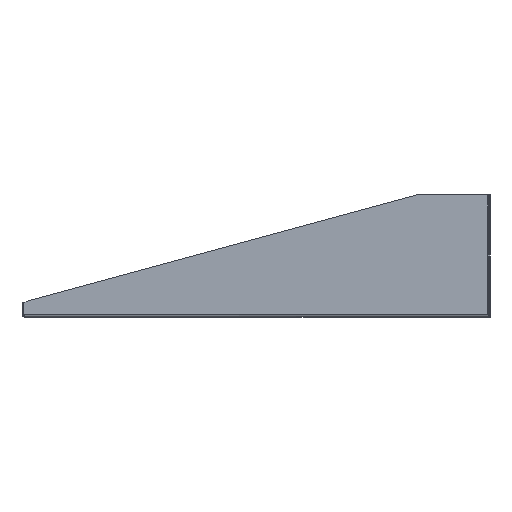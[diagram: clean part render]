
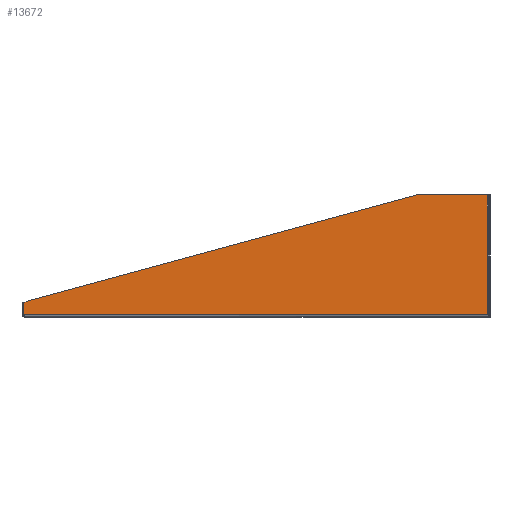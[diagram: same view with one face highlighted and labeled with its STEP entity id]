
A CAD part, left-side view. The second image highlights one B-rep face of the part: STEP entity #13672.
In plain terms, the highlighted planar face has unit normal (-1, 0, 0).
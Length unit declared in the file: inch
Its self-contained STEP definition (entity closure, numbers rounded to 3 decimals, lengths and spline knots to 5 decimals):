
#54 = VERTEX_POINT ( 'NONE', #1865 ) ;
#848 = DIRECTION ( 'NONE',  ( 0., -0.965, 0.263 ) ) ;
#1089 = VECTOR ( 'NONE', #19940, 39.37008 ) ;
#1701 = VERTEX_POINT ( 'NONE', #12537 ) ;
#1828 = EDGE_CURVE ( 'NONE', #20096, #54, #18636, .T. ) ;
#1837 = DIRECTION ( 'NONE',  ( 0., 0., -1. ) ) ;
#1865 = CARTESIAN_POINT ( 'NONE',  ( -8.75, -9.928, 0.10808 ) ) ;
#2172 = LINE ( 'NONE', #9735, #18088 ) ;
#2312 = VECTOR ( 'NONE', #8388, 39.37008 ) ;
#3133 = EDGE_LOOP ( 'NONE', ( #7701, #13241, #5682, #4888, #22646, #23120, #18578, #5164 ) ) ;
#3870 = VECTOR ( 'NONE', #1837, 39.37008 ) ;
#4785 = CARTESIAN_POINT ( 'NONE',  ( -8.75, -9.964, 5.218 ) ) ;
#4888 = ORIENTED_EDGE ( 'NONE', *, *, #1828, .F. ) ;
#5164 = ORIENTED_EDGE ( 'NONE', *, *, #15103, .F. ) ;
#5682 = ORIENTED_EDGE ( 'NONE', *, *, #17562, .T. ) ;
#6501 = CARTESIAN_POINT ( 'NONE',  ( -8.75, -9.928, 0.06249 ) ) ;
#6503 = DIRECTION ( 'NONE',  ( 1., 0., 0. ) ) ;
#7252 = VERTEX_POINT ( 'NONE', #7942 ) ;
#7305 = LINE ( 'NONE', #7436, #17303 ) ;
#7436 = CARTESIAN_POINT ( 'NONE',  ( -8.75, 9.89192, 0.06249 ) ) ;
#7701 = ORIENTED_EDGE ( 'NONE', *, *, #12486, .T. ) ;
#7942 = CARTESIAN_POINT ( 'NONE',  ( -8.75, 9.89192, 0.11665 ) ) ;
#8378 = CARTESIAN_POINT ( 'NONE',  ( -8.75, 9.90151, 0.06249 ) ) ;
#8388 = DIRECTION ( 'NONE',  ( 0., -1., 0. ) ) ;
#8395 = AXIS2_PLACEMENT_3D ( 'NONE', #17961, #14571, #16211 ) ;
#8488 = DIRECTION ( 'NONE',  ( 0., 0., 1. ) ) ;
#9248 = DIRECTION ( 'NONE',  ( 0., -0.707, 0.707 ) ) ;
#9735 = CARTESIAN_POINT ( 'NONE',  ( -8.75, 9.89192, 0.57208 ) ) ;
#9963 = VERTEX_POINT ( 'NONE', #18042 ) ;
#10467 = DIRECTION ( 'NONE',  ( 0., 0., 1. ) ) ;
#10472 = PLANE ( 'NONE',  #8395 ) ;
#10707 = EDGE_CURVE ( 'NONE', #22085, #20096, #17708, .T. ) ;
#11135 = AXIS2_PLACEMENT_3D ( 'NONE', #8378, #6503, #8488 ) ;
#11865 = CARTESIAN_POINT ( 'NONE',  ( -8.75, -9.928, 0.108 ) ) ;
#12423 = VERTEX_POINT ( 'NONE', #11865 ) ;
#12486 = EDGE_CURVE ( 'NONE', #7252, #9963, #21870, .T. ) ;
#12537 = CARTESIAN_POINT ( 'NONE',  ( -8.75, 9.89192, 0.57208 ) ) ;
#12770 = VERTEX_POINT ( 'NONE', #21871 ) ;
#13241 = ORIENTED_EDGE ( 'NONE', *, *, #17450, .F. ) ;
#13672 = ADVANCED_FACE ( 'NONE', ( #14341 ), #10472, .F. ) ;
#13973 = CARTESIAN_POINT ( 'NONE',  ( -8.75, -9.964, 0.108 ) ) ;
#14215 = LINE ( 'NONE', #6501, #23714 ) ;
#14341 = FACE_OUTER_BOUND ( 'NONE', #3133, .T. ) ;
#14571 = DIRECTION ( 'NONE',  ( 1., 0., 0. ) ) ;
#14734 = EDGE_CURVE ( 'NONE', #1701, #12770, #2172, .T. ) ;
#14889 = DIRECTION ( 'NONE',  ( 0., 0., 1. ) ) ;
#15103 = EDGE_CURVE ( 'NONE', #7252, #1701, #7305, .T. ) ;
#16206 = LINE ( 'NONE', #13973, #1089 ) ;
#16211 = DIRECTION ( 'NONE',  ( 0., 0., -1. ) ) ;
#17303 = VECTOR ( 'NONE', #14889, 39.37008 ) ;
#17450 = EDGE_CURVE ( 'NONE', #12423, #9963, #16206, .T. ) ;
#17562 = EDGE_CURVE ( 'NONE', #12423, #54, #14215, .T. ) ;
#17708 = LINE ( 'NONE', #4785, #2312 ) ;
#17961 = CARTESIAN_POINT ( 'NONE',  ( -8.75, -9.964, 0.06249 ) ) ;
#18042 = CARTESIAN_POINT ( 'NONE',  ( -8.75, 9.87063, 0.108 ) ) ;
#18088 = VECTOR ( 'NONE', #9248, 39.37008 ) ;
#18165 = VECTOR ( 'NONE', #848, 39.37008 ) ;
#18578 = ORIENTED_EDGE ( 'NONE', *, *, #14734, .F. ) ;
#18636 = LINE ( 'NONE', #18873, #3870 ) ;
#18873 = CARTESIAN_POINT ( 'NONE',  ( -8.75, -9.928, 0.06249 ) ) ;
#19472 = CARTESIAN_POINT ( 'NONE',  ( -8.75, -6.889, 5.218 ) ) ;
#19940 = DIRECTION ( 'NONE',  ( 0., 1., 0. ) ) ;
#20096 = VERTEX_POINT ( 'NONE', #21019 ) ;
#21019 = CARTESIAN_POINT ( 'NONE',  ( -8.75, -9.928, 5.218 ) ) ;
#21356 = LINE ( 'NONE', #21600, #18165 ) ;
#21592 = EDGE_CURVE ( 'NONE', #12770, #22085, #21356, .T. ) ;
#21600 = CARTESIAN_POINT ( 'NONE',  ( -8.75, 9.79217, 0.67183 ) ) ;
#21870 = CIRCLE ( 'NONE', #11135, 0.055 ) ;
#21871 = CARTESIAN_POINT ( 'NONE',  ( -8.75, 9.79217, 0.67183 ) ) ;
#22085 = VERTEX_POINT ( 'NONE', #19472 ) ;
#22646 = ORIENTED_EDGE ( 'NONE', *, *, #10707, .F. ) ;
#23120 = ORIENTED_EDGE ( 'NONE', *, *, #21592, .F. ) ;
#23714 = VECTOR ( 'NONE', #10467, 39.37008 ) ;
